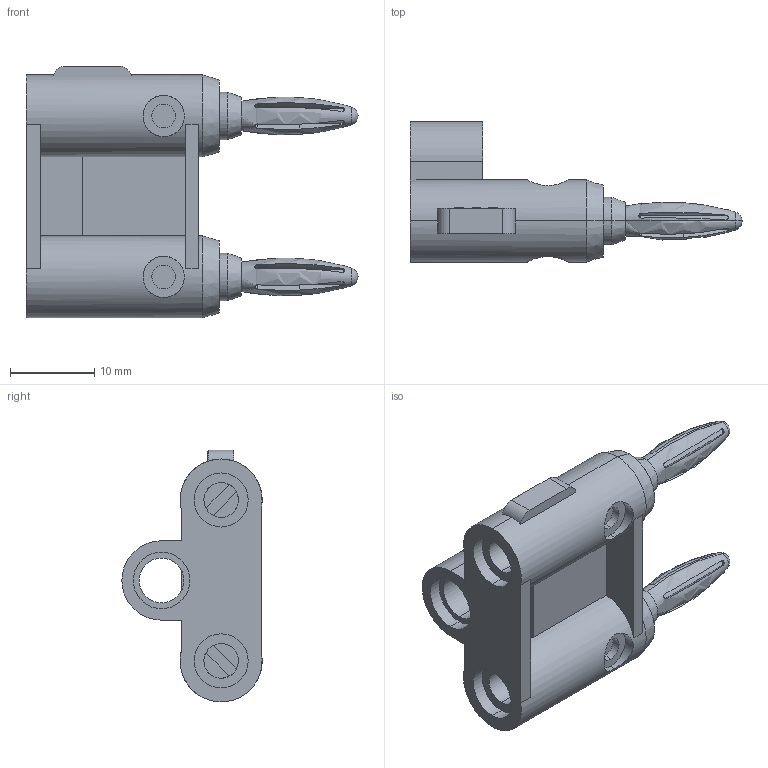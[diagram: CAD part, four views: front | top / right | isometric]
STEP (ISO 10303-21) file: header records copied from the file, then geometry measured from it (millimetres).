
FILE_DESCRIPTION (( 'STEP AP203' ), '1' );
FILE_NAME ('BP125209.STEP', '2014-06-04T16:15:03', ( 'x' ), ( '' ), 'SwSTEP 2.0', 'SolidWorks 2014', '' );
FILE_SCHEMA (( 'CONFIG_CONTROL_DESIGN' ));
Length unit declared in the file: millimetre
Products named in the file (1): BP125209
Bounding box: 39.3 x 16.6 x 29.8 mm (x, y, z)
Volume: 4036.9 mm3; surface area: 3962.5 mm2
Topology: 1 solids, 1 shells, 206 faces, 509 edges, 336 vertices
Faces by surface type: cylinder 91, plane 83, bspline 16, cone 8, torus 4, sphere 4
Entity records: 7696 total; most frequent: CARTESIAN_POINT 2778, ORIENTED_EDGE 1018, DIRECTION 969, EDGE_CURVE 509, AXIS2_PLACEMENT_3D 363, VERTEX_POINT 336, LINE 243, VECTOR 243
